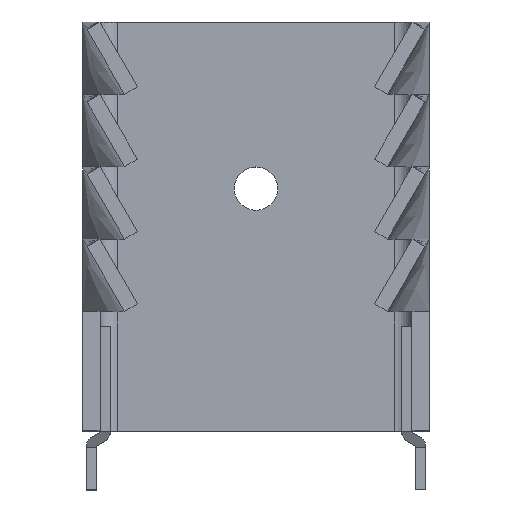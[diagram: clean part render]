
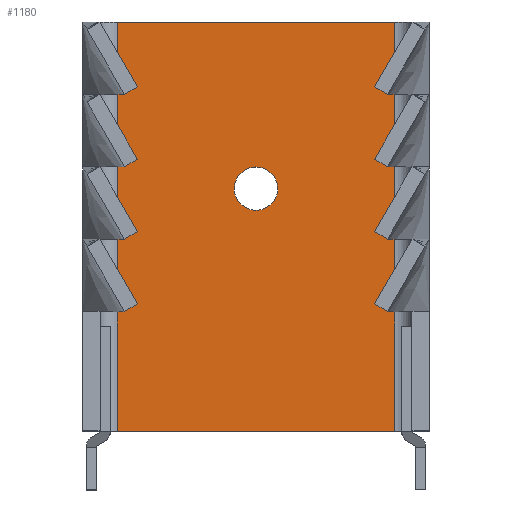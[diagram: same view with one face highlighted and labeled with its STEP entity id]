
A CAD part, top view. The second image highlights one B-rep face of the part: STEP entity #1180.
In plain terms, the highlighted planar face has unit normal (0, 0, 1).
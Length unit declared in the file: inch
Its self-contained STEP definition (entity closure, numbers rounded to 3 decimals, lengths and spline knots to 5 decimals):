
#173 = DIRECTION ( 'NONE',  ( 0., 0., 1. ) ) ;
#176 = EDGE_CURVE ( 'NONE', #731, #3406, #3475, .T. ) ;
#206 = VERTEX_POINT ( 'NONE', #2681 ) ;
#303 = CARTESIAN_POINT ( 'NONE',  ( -0.5, 0.59, 0. ) ) ;
#311 = DIRECTION ( 'NONE',  ( 0., 0., 1. ) ) ;
#416 = AXIS2_PLACEMENT_3D ( 'NONE', #2950, #173, #3607 ) ;
#475 = CARTESIAN_POINT ( 'NONE',  ( 0., 0.11, 0. ) ) ;
#521 = LINE ( 'NONE', #3334, #1842 ) ;
#582 = DIRECTION ( 'NONE',  ( -1., 0., 0. ) ) ;
#630 = LINE ( 'NONE', #2742, #3182 ) ;
#731 = VERTEX_POINT ( 'NONE', #1083 ) ;
#830 = EDGE_CURVE ( 'NONE', #1787, #1925, #3660, .T. ) ;
#886 = DIRECTION ( 'NONE',  ( 1., 0., 0. ) ) ;
#907 = CARTESIAN_POINT ( 'NONE',  ( 0., 0., 0. ) ) ;
#963 = VECTOR ( 'NONE', #582, 39.37008 ) ;
#1083 = CARTESIAN_POINT ( 'NONE',  ( 0.0625, 0.11, 0. ) ) ;
#1174 = VECTOR ( 'NONE', #2705, 39.37008 ) ;
#1180 = ADVANCED_FACE ( 'NONE', ( #1519, #2765 ), #3703, .T. ) ;
#1236 = DIRECTION ( 'NONE',  ( 1., 0., 0. ) ) ;
#1283 = CARTESIAN_POINT ( 'NONE',  ( -0.0625, 0.11, 0. ) ) ;
#1418 = EDGE_CURVE ( 'NONE', #1467, #206, #630, .T. ) ;
#1467 = VERTEX_POINT ( 'NONE', #2419 ) ;
#1504 = CARTESIAN_POINT ( 'NONE',  ( -0.4, -0.59, 0. ) ) ;
#1519 = FACE_BOUND ( 'NONE', #1711, .T. ) ;
#1711 = EDGE_LOOP ( 'NONE', ( #2534, #2459 ) ) ;
#1761 = DIRECTION ( 'NONE',  ( 0., -1., 0. ) ) ;
#1787 = VERTEX_POINT ( 'NONE', #2469 ) ;
#1842 = VECTOR ( 'NONE', #1761, 39.37008 ) ;
#1884 = AXIS2_PLACEMENT_3D ( 'NONE', #907, #311, #1236 ) ;
#1925 = VERTEX_POINT ( 'NONE', #3121 ) ;
#1981 = ORIENTED_EDGE ( 'NONE', *, *, #830, .T. ) ;
#2088 = AXIS2_PLACEMENT_3D ( 'NONE', #475, #2905, #3223 ) ;
#2210 = ORIENTED_EDGE ( 'NONE', *, *, #2319, .F. ) ;
#2213 = CIRCLE ( 'NONE', #2088, 0.0625 ) ;
#2291 = LINE ( 'NONE', #1504, #1174 ) ;
#2316 = ORIENTED_EDGE ( 'NONE', *, *, #1418, .T. ) ;
#2319 = EDGE_CURVE ( 'NONE', #1467, #1925, #2291, .T. ) ;
#2419 = CARTESIAN_POINT ( 'NONE',  ( -0.4, -0.59, 0. ) ) ;
#2459 = ORIENTED_EDGE ( 'NONE', *, *, #3872, .F. ) ;
#2469 = CARTESIAN_POINT ( 'NONE',  ( 0.4, 0.59, 0. ) ) ;
#2534 = ORIENTED_EDGE ( 'NONE', *, *, #176, .F. ) ;
#2681 = CARTESIAN_POINT ( 'NONE',  ( 0.4, -0.59, 0. ) ) ;
#2705 = DIRECTION ( 'NONE',  ( 0., 1., 0. ) ) ;
#2742 = CARTESIAN_POINT ( 'NONE',  ( -0.5, -0.59, 0. ) ) ;
#2765 = FACE_OUTER_BOUND ( 'NONE', #2872, .T. ) ;
#2872 = EDGE_LOOP ( 'NONE', ( #2316, #2990, #1981, #2210 ) ) ;
#2905 = DIRECTION ( 'NONE',  ( 0., 0., 1. ) ) ;
#2950 = CARTESIAN_POINT ( 'NONE',  ( 0., 0.11, 0. ) ) ;
#2990 = ORIENTED_EDGE ( 'NONE', *, *, #3635, .F. ) ;
#3121 = CARTESIAN_POINT ( 'NONE',  ( -0.4, 0.59, 0. ) ) ;
#3182 = VECTOR ( 'NONE', #886, 39.37008 ) ;
#3223 = DIRECTION ( 'NONE',  ( 1., 0., 0. ) ) ;
#3334 = CARTESIAN_POINT ( 'NONE',  ( 0.4, 0.59, 0. ) ) ;
#3406 = VERTEX_POINT ( 'NONE', #1283 ) ;
#3475 = CIRCLE ( 'NONE', #416, 0.0625 ) ;
#3607 = DIRECTION ( 'NONE',  ( 1., 0., 0. ) ) ;
#3635 = EDGE_CURVE ( 'NONE', #1787, #206, #521, .T. ) ;
#3660 = LINE ( 'NONE', #303, #963 ) ;
#3703 = PLANE ( 'NONE',  #1884 ) ;
#3872 = EDGE_CURVE ( 'NONE', #3406, #731, #2213, .T. ) ;
